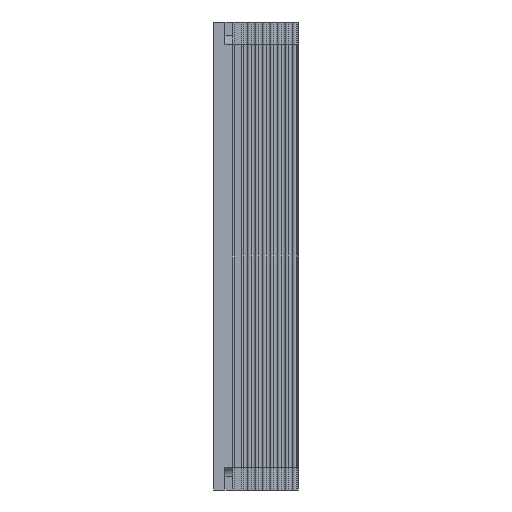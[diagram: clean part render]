
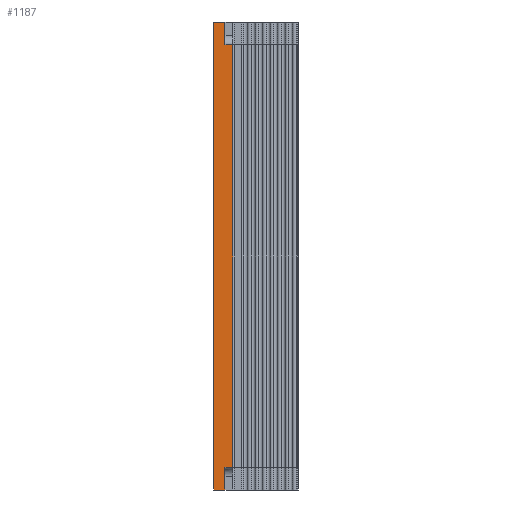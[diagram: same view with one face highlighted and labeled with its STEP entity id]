
A CAD part, left-side view. The second image highlights one B-rep face of the part: STEP entity #1187.
In plain terms, the highlighted planar face has unit normal (-1, 0, 0).
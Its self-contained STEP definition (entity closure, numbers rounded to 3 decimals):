
#1187=ADVANCED_FACE('',(#5854),#5856,.F.);
#5854=FACE_BOUND('',#5855,.T.);
#5855=EDGE_LOOP('',(#9338,#9339,#9340,#9341,#9342,#9343,#9344,#9345));
#5856=PLANE('',#5857);
#5857=AXIS2_PLACEMENT_3D('',#5858,#5859,#5860);
#5858=CARTESIAN_POINT('',(-139.,-50.,249.));
#5859=DIRECTION('',(1.,0.,0.));
#5860=DIRECTION('',(0.,0.,-1.));
#9338=ORIENTED_EDGE('',*,*,#12442,.T.);
#9339=ORIENTED_EDGE('',*,*,#12443,.T.);
#9340=ORIENTED_EDGE('',*,*,#12444,.T.);
#9341=ORIENTED_EDGE('',*,*,#12445,.F.);
#9342=ORIENTED_EDGE('',*,*,#12446,.F.);
#9343=ORIENTED_EDGE('',*,*,#12447,.T.);
#9344=ORIENTED_EDGE('',*,*,#12448,.T.);
#9345=ORIENTED_EDGE('',*,*,#12278,.F.);
#12278=EDGE_CURVE('',#14063,#14065,#14066,.F.);
#12442=EDGE_CURVE('',#14063,#14342,#14343,.T.);
#12443=EDGE_CURVE('',#14342,#14344,#14345,.F.);
#12444=EDGE_CURVE('',#14344,#14346,#14347,.T.);
#12445=EDGE_CURVE('',#14348,#14346,#14349,.F.);
#12446=EDGE_CURVE('',#14350,#14348,#14351,.T.);
#12447=EDGE_CURVE('',#14350,#14352,#14353,.F.);
#12448=EDGE_CURVE('',#14352,#14065,#14354,.T.);
#14063=VERTEX_POINT('',#19216);
#14065=VERTEX_POINT('',#19220);
#14066=LINE('',#19221,#19222);
#14342=VERTEX_POINT('',#22388);
#14343=LINE('',#22389,#22390);
#14344=VERTEX_POINT('',#22392);
#14345=LINE('',#22393,#22394);
#14346=VERTEX_POINT('',#22396);
#14347=LINE('',#22397,#22398);
#14348=VERTEX_POINT('',#22400);
#14349=LINE('',#22401,#22402);
#14350=VERTEX_POINT('',#22404);
#14351=LINE('',#22405,#22406);
#14352=VERTEX_POINT('',#22408);
#14353=LINE('',#22409,#22410);
#14354=LINE('',#22412,#22413);
#19216=CARTESIAN_POINT('',(-139.,-10.,237.));
#19220=CARTESIAN_POINT('',(-139.,-10.,12.));
#19221=CARTESIAN_POINT('',(-139.,-10.,12.));
#19222=VECTOR('',#19223,1.);
#19223=DIRECTION('',(0.,0.,1.));
#22388=CARTESIAN_POINT('',(-139.,-6.,237.));
#22389=CARTESIAN_POINT('',(-139.,-10.,237.));
#22390=VECTOR('',#22391,1.);
#22391=DIRECTION('',(0.,1.,0.));
#22392=CARTESIAN_POINT('',(-139.,-6.,249.));
#22393=CARTESIAN_POINT('',(-139.,-6.,249.));
#22394=VECTOR('',#22395,1.);
#22395=DIRECTION('',(0.,0.,-1.));
#22396=CARTESIAN_POINT('',(-139.,0.,249.));
#22397=CARTESIAN_POINT('',(-139.,-6.,249.));
#22398=VECTOR('',#22399,1.);
#22399=DIRECTION('',(0.,1.,0.));
#22400=CARTESIAN_POINT('',(-139.,0.,0.));
#22401=CARTESIAN_POINT('',(-139.,0.,249.));
#22402=VECTOR('',#22403,1.);
#22403=DIRECTION('',(0.,0.,-1.));
#22404=CARTESIAN_POINT('',(-139.,-6.,0.));
#22405=CARTESIAN_POINT('',(-139.,-6.,0.));
#22406=VECTOR('',#22407,1.);
#22407=DIRECTION('',(0.,1.,0.));
#22408=CARTESIAN_POINT('',(-139.,-6.,12.));
#22409=CARTESIAN_POINT('',(-139.,-6.,12.));
#22410=VECTOR('',#22411,1.);
#22411=DIRECTION('',(0.,0.,-1.));
#22412=CARTESIAN_POINT('',(-139.,-6.,12.));
#22413=VECTOR('',#22414,1.);
#22414=DIRECTION('',(0.,-1.,0.));
